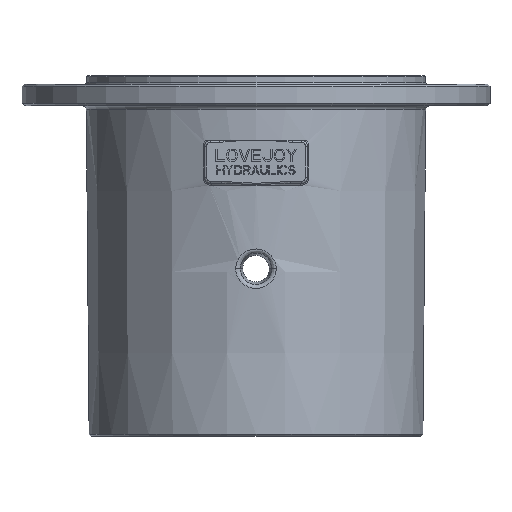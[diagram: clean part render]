
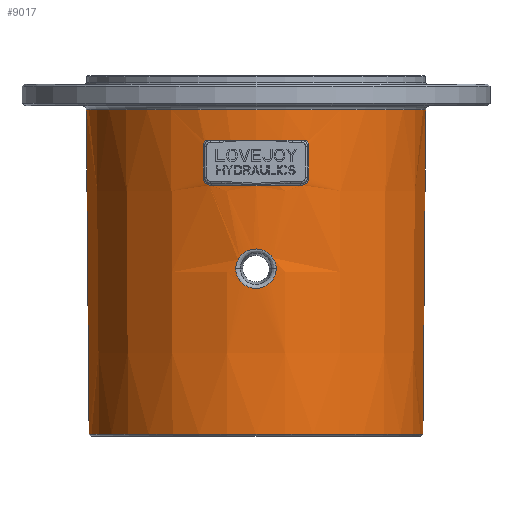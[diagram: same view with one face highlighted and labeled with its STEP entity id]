
A CAD part, left-side view. The second image highlights one B-rep face of the part: STEP entity #9017.
In plain terms, the highlighted conical face has half-angle 0.5 degrees and reference radius 62.202 mm.
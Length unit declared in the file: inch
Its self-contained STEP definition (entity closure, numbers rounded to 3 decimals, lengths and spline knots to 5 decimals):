
#126=CARTESIAN_POINT('',(-2.43166,-0.29357,
-2.87045));
#127=CARTESIAN_POINT('',(-2.43146,-0.29357,
-2.89345));
#128=CARTESIAN_POINT('',(-2.43173,-0.28814,
-2.93823));
#129=CARTESIAN_POINT('',(-2.43401,-0.26336,
-3.00386));
#130=CARTESIAN_POINT('',(-2.43758,-0.22339,
-3.0615));
#131=CARTESIAN_POINT('',(-2.44156,-0.17003,
-3.10861));
#132=CARTESIAN_POINT('',(-2.44494,-0.10643,
-3.14181));
#133=CARTESIAN_POINT('',(-2.44687,-0.03653,
-3.15897));
#134=CARTESIAN_POINT('',(-2.44689,0.03554,
-3.15911));
#135=CARTESIAN_POINT('',(-2.44497,0.10585,
-3.14205));
#136=CARTESIAN_POINT('',(-2.44158,0.16965,
-3.10889));
#137=CARTESIAN_POINT('',(-2.4376,0.22323,
-3.0617));
#138=CARTESIAN_POINT('',(-2.43401,0.26335,
-3.0039));
#139=CARTESIAN_POINT('',(-2.43173,0.28813,
-2.93829));
#140=CARTESIAN_POINT('',(-2.43146,0.29356,
-2.89347));
#141=CARTESIAN_POINT('',(-2.43166,0.29357,
-2.87045));
#143=CARTESIAN_POINT('',(-2.43166,0.29357,
-2.87045));
#144=CARTESIAN_POINT('',(-2.43186,0.29358,
-2.84742));
#145=CARTESIAN_POINT('',(-2.43291,0.28816,
-2.80259));
#146=CARTESIAN_POINT('',(-2.43636,0.26335,
-2.73686));
#147=CARTESIAN_POINT('',(-2.44094,0.2233,
-2.67915));
#148=CARTESIAN_POINT('',(-2.44574,0.16988,
-2.63203));
#149=CARTESIAN_POINT('',(-2.44969,0.10628,
-2.59889));
#150=CARTESIAN_POINT('',(-2.45191,0.03643,
-2.58177));
#151=CARTESIAN_POINT('',(-2.45193,-0.03548,
-2.58164));
#152=CARTESIAN_POINT('',(-2.44972,-0.10572,
-2.59865));
#153=CARTESIAN_POINT('',(-2.44577,-0.16952,
-2.63177));
#154=CARTESIAN_POINT('',(-2.44096,-0.22316,
-2.67896));
#155=CARTESIAN_POINT('',(-2.43636,-0.26334,
-2.73684));
#156=CARTESIAN_POINT('',(-2.43292,-0.28816,
-2.80256));
#157=CARTESIAN_POINT('',(-2.43186,-0.29358,
-2.84741));
#158=CARTESIAN_POINT('',(-2.43166,-0.29357,
-2.87045));
#160=CARTESIAN_POINT('',(-2.34129,-0.77062,
-1.08974));
#161=CARTESIAN_POINT('',(-2.34137,-0.77062,
-1.08125));
#162=CARTESIAN_POINT('',(-2.3421,-0.76887,
-1.06465));
#163=CARTESIAN_POINT('',(-2.34484,-0.76118,
-1.04056));
#164=CARTESIAN_POINT('',(-2.34913,-0.7485,
-1.0184));
#165=CARTESIAN_POINT('',(-2.3528,-0.73721,
-1.00579));
#166=CARTESIAN_POINT('',(-2.35485,-0.73077,
-1.));
#168=CARTESIAN_POINT('',(-2.35485,0.73078,
-1.));
#169=CARTESIAN_POINT('',(-2.3528,0.73723,
-1.0058));
#170=CARTESIAN_POINT('',(-2.34911,0.74854,
-1.01846));
#171=CARTESIAN_POINT('',(-2.34481,0.76125,
-1.04069));
#172=CARTESIAN_POINT('',(-2.34208,0.76891,
-1.06487));
#173=CARTESIAN_POINT('',(-2.34137,0.77062,
-1.08134));
#174=CARTESIAN_POINT('',(-2.34129,0.77062,
-1.08974));
#176=DIRECTION('',(0.009,0.,-1.));
#177=VECTOR('',#176,0.45002);
#178=CARTESIAN_POINT('',(-2.34129,0.77062,
-1.08974));
#179=LINE('',#178,#177);
#180=CARTESIAN_POINT('',(-2.33716,0.77061,
-1.53974));
#181=CARTESIAN_POINT('',(-2.33706,0.77061,
-1.5502));
#182=CARTESIAN_POINT('',(-2.33774,0.768,
-1.5704));
#183=CARTESIAN_POINT('',(-2.34126,0.75644,
-1.59945));
#184=CARTESIAN_POINT('',(-2.34702,0.7377,
-1.62468));
#185=CARTESIAN_POINT('',(-2.3545,0.71292,
-1.64438));
#186=CARTESIAN_POINT('',(-2.36316,0.68333,
-1.65694));
#187=CARTESIAN_POINT('',(-2.36894,0.66275,
-1.65974));
#188=CARTESIAN_POINT('',(-2.37189,0.65205,
-1.65974));
#190=CARTESIAN_POINT('',(-2.37189,-0.65205,
-1.65974));
#191=CARTESIAN_POINT('',(-2.36891,-0.66287,
-1.65974));
#192=CARTESIAN_POINT('',(-2.36307,-0.68363,
-1.65686));
#193=CARTESIAN_POINT('',(-2.35444,-0.71314,
-1.64426));
#194=CARTESIAN_POINT('',(-2.34695,-0.73792,
-1.62445));
#195=CARTESIAN_POINT('',(-2.34122,-0.75657,
-1.59922));
#196=CARTESIAN_POINT('',(-2.33772,-0.76808,
-1.57004));
#197=CARTESIAN_POINT('',(-2.33707,-0.77061,
-1.55005));
#198=CARTESIAN_POINT('',(-2.33716,-0.77061,
-1.53974));
#200=DIRECTION('',(-0.009,0.,1.));
#201=VECTOR('',#200,0.45002);
#202=CARTESIAN_POINT('',(-2.33716,-0.77061,
-1.53974));
#203=LINE('',#202,#201);
#204=CARTESIAN_POINT('',(0.,0.,-5.27974));
#205=DIRECTION('',(0.,0.,1.));
#206=DIRECTION('',(0.,1.,0.));
#207=AXIS2_PLACEMENT_3D('',#204,#205,#206);
#209=CARTESIAN_POINT('',(0.,0.,-0.55948));
#210=DIRECTION('',(0.,0.,1.));
#211=DIRECTION('',(0.,1.,0.));
#212=AXIS2_PLACEMENT_3D('',#209,#210,#211);
#769=DIRECTION('',(0.,-0.009,1.));
#770=VECTOR('',#769,4.72044);
#771=CARTESIAN_POINT('',(0.,-2.42829,-5.27974));
#772=LINE('',#771,#770);
#778=DIRECTION('',(0.,-0.009,-1.));
#779=VECTOR('',#778,4.72044);
#780=CARTESIAN_POINT('',(0.,2.46948,-0.55948));
#781=LINE('',#780,#779);
#2325=CARTESIAN_POINT('',(0.,0.,-1.));
#2326=DIRECTION('',(0.,0.,1.));
#2327=DIRECTION('',(-0.955,0.296,0.));
#2328=AXIS2_PLACEMENT_3D('',#2325,#2326,#2327);
#6921=CARTESIAN_POINT('',(0.,0.,-1.65974));
#6922=DIRECTION('',(0.,0.,-1.));
#6923=DIRECTION('',(-0.964,-0.265,0.));
#6924=AXIS2_PLACEMENT_3D('',#6921,#6922,#6923);
#7070=VERTEX_POINT('',#126);
#7071=VERTEX_POINT('',#141);
#7078=VERTEX_POINT('',#190);
#7079=VERTEX_POINT('',#198);
#7082=CARTESIAN_POINT('',(-2.34129,-0.77062,
-1.08974));
#7083=VERTEX_POINT('',#7082);
#7085=VERTEX_POINT('',#180);
#7086=VERTEX_POINT('',#188);
#7089=CARTESIAN_POINT('',(-2.34129,0.77062,
-1.08974));
#7090=VERTEX_POINT('',#7089);
#8591=CARTESIAN_POINT('',(0.,2.46948,-0.55948));
#8593=VERTEX_POINT('',#8591);
#8595=CARTESIAN_POINT('',(0.,-2.46948,-0.55948));
#8597=VERTEX_POINT('',#8595);
#8658=CARTESIAN_POINT('',(0.,2.42829,-5.27974));
#8659=CARTESIAN_POINT('',(0.,-2.42829,-5.27974));
#8660=VERTEX_POINT('',#8658);
#8661=VERTEX_POINT('',#8659);
#8670=CARTESIAN_POINT('',(-2.35485,0.73078,
-1.));
#8671=CARTESIAN_POINT('',(-2.35485,-0.73077,
-1.));
#8672=VERTEX_POINT('',#8670);
#8673=VERTEX_POINT('',#8671);
#8979=CARTESIAN_POINT('',(0.,0.,-2.91961));
#8980=DIRECTION('',(0.,0.,1.));
#8981=DIRECTION('',(0.,1.,0.));
#8982=AXIS2_PLACEMENT_3D('',#8979,#8980,#8981);
#8983=CONICAL_SURFACE('',#8982,2.44888,0.5);
#8985=ORIENTED_EDGE('',*,*,#8984,.F.);
#8987=ORIENTED_EDGE('',*,*,#8986,.F.);
#8988=ORIENTED_EDGE('',*,*,#8974,.T.);
#8990=ORIENTED_EDGE('',*,*,#8989,.F.);
#8991=EDGE_LOOP('',(#8985,#8987,#8988,#8990));
#8992=FACE_OUTER_BOUND('',#8991,.F.);
#8994=ORIENTED_EDGE('',*,*,#8993,.T.);
#8996=ORIENTED_EDGE('',*,*,#8995,.F.);
#8998=ORIENTED_EDGE('',*,*,#8997,.T.);
#9000=ORIENTED_EDGE('',*,*,#8999,.T.);
#9002=ORIENTED_EDGE('',*,*,#9001,.T.);
#9004=ORIENTED_EDGE('',*,*,#9003,.F.);
#9006=ORIENTED_EDGE('',*,*,#9005,.T.);
#9008=ORIENTED_EDGE('',*,*,#9007,.T.);
#9009=EDGE_LOOP('',(#8994,#8996,#8998,#9000,#9002,#9004,#9006,#9008));
#9010=FACE_BOUND('',#9009,.F.);
#9012=ORIENTED_EDGE('',*,*,#9011,.F.);
#9014=ORIENTED_EDGE('',*,*,#9013,.F.);
#9015=EDGE_LOOP('',(#9012,#9014));
#9016=FACE_BOUND('',#9015,.F.);
#9017=ADVANCED_FACE('',(#8992,#9010,#9016),#8983,.T.);
#142=B_SPLINE_CURVE_WITH_KNOTS('',3,(#126,#127,#128,#129,#130,#131,#132,#133,
#134,#135,#136,#137,#138,#139,#140,#141),.UNSPECIFIED.,.F.,.F.,(4,1,1,1,1,1,1,1,
1,1,1,1,1,4),(0.,0.07692,0.15385,0.23077,
0.30769,0.38462,0.46154,0.53846,
0.61538,0.69231,0.76923,0.84615,
0.92308,1.),.UNSPECIFIED.);
#159=B_SPLINE_CURVE_WITH_KNOTS('',3,(#143,#144,#145,#146,#147,#148,#149,#150,
#151,#152,#153,#154,#155,#156,#157,#158),.UNSPECIFIED.,.F.,.F.,(4,1,1,1,1,1,1,1,
1,1,1,1,1,4),(0.,0.07692,0.15385,0.23077,
0.30769,0.38462,0.46154,0.53846,
0.61538,0.69231,0.76923,0.84615,
0.92308,1.),.UNSPECIFIED.);
#167=B_SPLINE_CURVE_WITH_KNOTS('',3,(#160,#161,#162,#163,#164,#165,#166),
.UNSPECIFIED.,.F.,.F.,(4,1,1,1,4),(0.,0.25,0.5,0.75,1.),
.UNSPECIFIED.);
#175=B_SPLINE_CURVE_WITH_KNOTS('',3,(#168,#169,#170,#171,#172,#173,#174),
.UNSPECIFIED.,.F.,.F.,(4,1,1,1,4),(0.,0.25,0.5,0.75,1.),
.UNSPECIFIED.);
#189=B_SPLINE_CURVE_WITH_KNOTS('',3,(#180,#181,#182,#183,#184,#185,#186,#187,
#188),.UNSPECIFIED.,.F.,.F.,(4,1,1,1,1,1,4),(0.,0.16667,
0.33333,0.5,0.66667,0.83333,1.),
.UNSPECIFIED.);
#199=B_SPLINE_CURVE_WITH_KNOTS('',3,(#190,#191,#192,#193,#194,#195,#196,#197,
#198),.UNSPECIFIED.,.F.,.F.,(4,1,1,1,1,1,4),(0.,0.16667,
0.33333,0.5,0.66667,0.83333,1.),
.UNSPECIFIED.);
#208=CIRCLE('',#207,2.42829);
#213=CIRCLE('',#212,2.46948);
#2329=CIRCLE('',#2328,2.46564);
#6925=CIRCLE('',#6924,2.45988);
#8974=EDGE_CURVE('',#8593,#8597,#213,.T.);
#8984=EDGE_CURVE('',#8660,#8661,#208,.T.);
#8986=EDGE_CURVE('',#8593,#8660,#781,.T.);
#8989=EDGE_CURVE('',#8661,#8597,#772,.T.);
#8993=EDGE_CURVE('',#7083,#8673,#167,.T.);
#8995=EDGE_CURVE('',#8672,#8673,#2329,.T.);
#8997=EDGE_CURVE('',#8672,#7090,#175,.T.);
#8999=EDGE_CURVE('',#7090,#7085,#179,.T.);
#9001=EDGE_CURVE('',#7085,#7086,#189,.T.);
#9003=EDGE_CURVE('',#7078,#7086,#6925,.T.);
#9005=EDGE_CURVE('',#7078,#7079,#199,.T.);
#9007=EDGE_CURVE('',#7079,#7083,#203,.T.);
#9011=EDGE_CURVE('',#7070,#7071,#142,.T.);
#9013=EDGE_CURVE('',#7071,#7070,#159,.T.);
